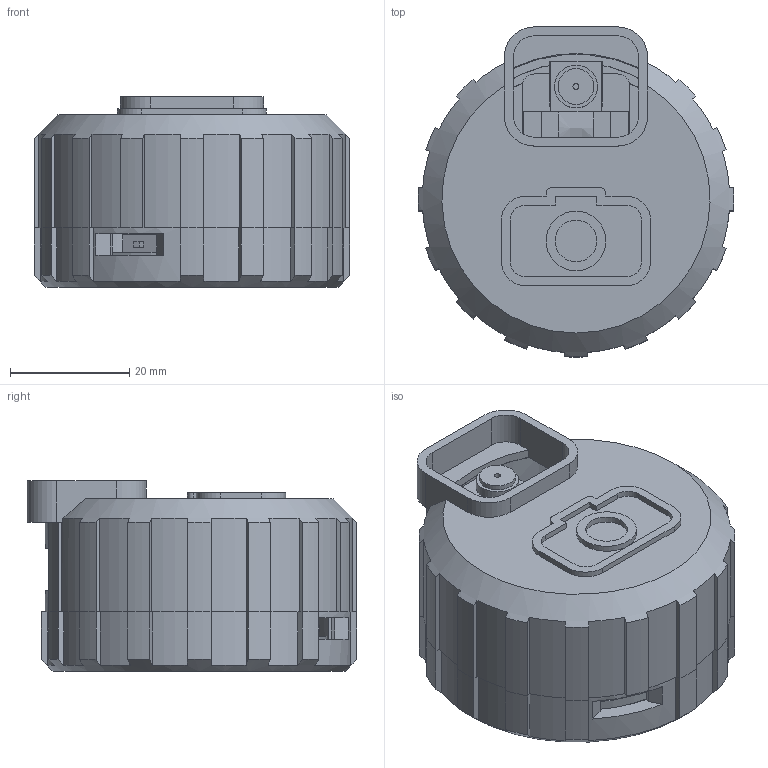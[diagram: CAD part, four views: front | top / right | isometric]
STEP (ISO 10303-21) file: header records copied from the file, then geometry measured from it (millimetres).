
FILE_DESCRIPTION(/* description */ (''),/* implementation_level */ '2;1');
FILE_NAME(/* name */ 'ROUND OLED v8.step',/* time_stamp */ '2024-06-11T12:12:26+05:30',/* author */ (''),/* organization */ (''),/* preprocessor_version */ 'ST-DEVELOPER v20',/* originating_system */ 'Autodesk Translation Framework v13.14.0.145',/* authorisation */ '');
FILE_SCHEMA (('AUTOMOTIVE_DESIGN { 1 0 10303 214 3 1 1 }'));
Length unit declared in the file: millimetre
Products named in the file (4): ROUND OLED; XIAO ROUND SCREEN; BACK; FRONT
Assembly tree (3 placements, depth 2):
  ROUND OLED
    XIAO ROUND SCREEN
    BACK
    FRONT
Bounding box: 52.99 x 55.36 x 32 mm (x, y, z)
Volume: 21081.2 mm3; surface area: 30215.7 mm2
Topology: 17 solids, 17 shells, 394 faces, 1030 edges, 682 vertices
Faces by surface type: plane 240, cylinder 144, cone 8, bspline 2
Full cylindrical faces by diameter (mm): 1 x1, 1.5 x3, 3.5 x3, 6 x1, 7 x1, 7.2 x1, 10 x1, 33.37 x1, 37 x2, 40 x1, 43 x1, 49.2 x1
Entity records: 12525 total; most frequent: CARTESIAN_POINT 2578, ORIENTED_EDGE 2060, DIRECTION 2059, EDGE_CURVE 1030, AXIS2_PLACEMENT_3D 715, VERTEX_POINT 682, LINE 629, VECTOR 629
